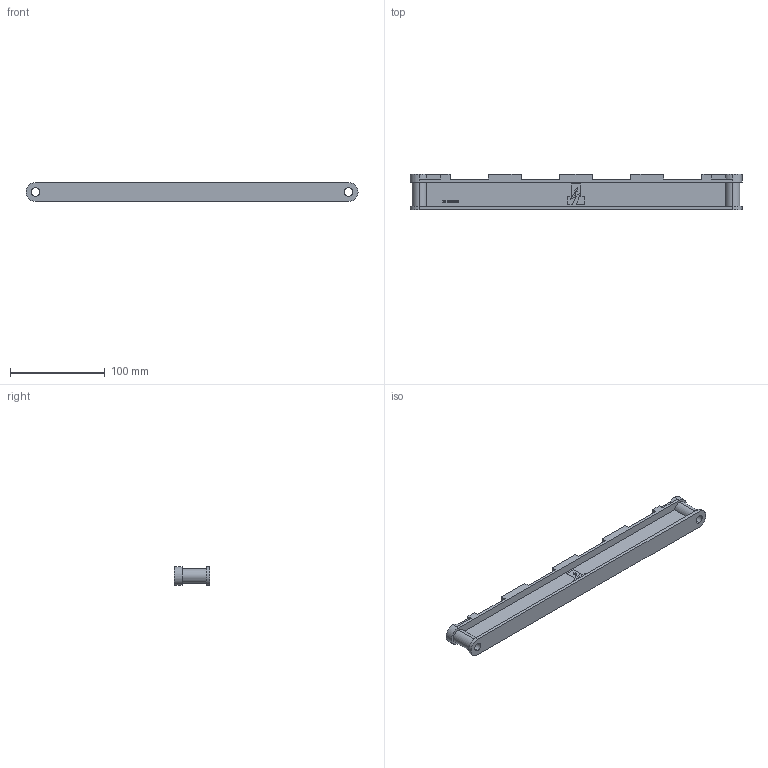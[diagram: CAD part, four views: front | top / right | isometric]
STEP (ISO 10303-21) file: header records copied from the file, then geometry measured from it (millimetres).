
FILE_DESCRIPTION (( 'STEP AP214' ), '1' );
FILE_NAME ('MXMF407514NS.STEP', '2020-11-25T14:08:57', ( '' ), ( '' ), 'SwSTEP 2.0', 'SolidWorks 2017', '' );
FILE_SCHEMA (( 'AUTOMOTIVE_DESIGN' ));
Length unit declared in the file: millimetre
Products named in the file (1): MXMF407514NS
Bounding box: 350 x 37 x 20 mm (x, y, z)
Volume: 84448.1 mm3; surface area: 55812.2 mm2
Topology: 1 solids, 1 shells, 406 faces, 1091 edges, 726 vertices
Faces by surface type: plane 331, bspline 55, cylinder 20
Entity records: 15399 total; most frequent: CARTESIAN_POINT 5503, ORIENTED_EDGE 2182, DIRECTION 1725, EDGE_CURVE 1091, LINE 941, VECTOR 941, VERTEX_POINT 726, EDGE_LOOP 449
